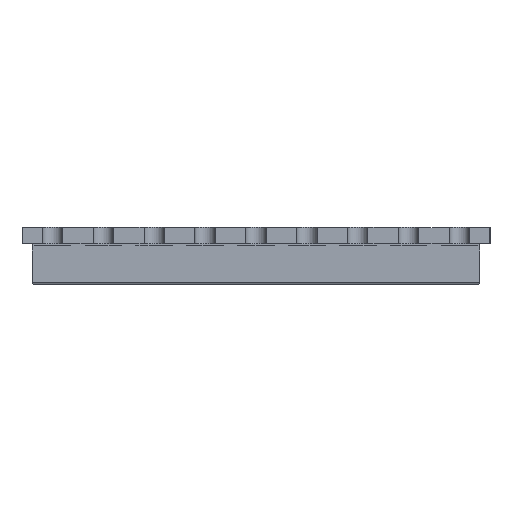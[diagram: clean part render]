
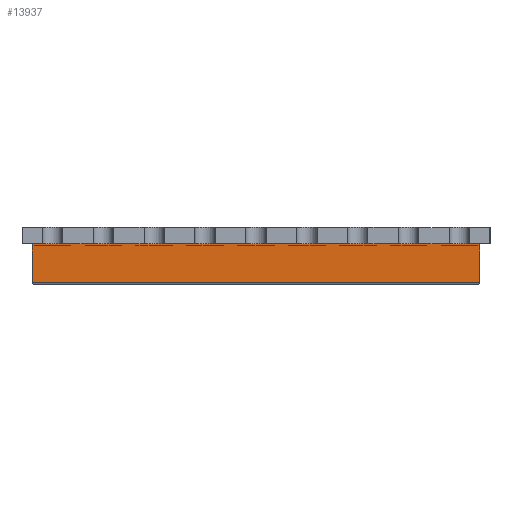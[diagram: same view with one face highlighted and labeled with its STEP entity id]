
A CAD part, left-side view. The second image highlights one B-rep face of the part: STEP entity #13937.
In plain terms, the highlighted planar face has unit normal (-1, 0, 0).
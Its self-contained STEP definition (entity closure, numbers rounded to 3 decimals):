
#13821 = EDGE_CURVE('',#13822,#13824,#13826,.T.);
#13822 = VERTEX_POINT('',#13823);
#13823 = CARTESIAN_POINT('',(-12.75,-11.,0.));
#13824 = VERTEX_POINT('',#13825);
#13825 = CARTESIAN_POINT('',(-12.75,-11.,-1.9));
#13826 = SURFACE_CURVE('',#13827,(#13831,#13843),.PCURVE_S1.);
#13827 = LINE('',#13828,#13829);
#13828 = CARTESIAN_POINT('',(-12.75,-11.,0.));
#13829 = VECTOR('',#13830,1.);
#13830 = DIRECTION('',(0.,0.,-1.));
#13831 = PCURVE('',#13832,#13837);
#13832 = PLANE('',#13833);
#13833 = AXIS2_PLACEMENT_3D('',#13834,#13835,#13836);
#13834 = CARTESIAN_POINT('',(-12.75,-11.,0.));
#13835 = DIRECTION('',(0.,-1.,0.));
#13836 = DIRECTION('',(1.,0.,0.));
#13837 = DEFINITIONAL_REPRESENTATION('',(#13838),#13842);
#13838 = LINE('',#13839,#13840);
#13839 = CARTESIAN_POINT('',(0.,0.));
#13840 = VECTOR('',#13841,1.);
#13841 = DIRECTION('',(0.,-1.));
#13842 = ( GEOMETRIC_REPRESENTATION_CONTEXT(2) 
PARAMETRIC_REPRESENTATION_CONTEXT() REPRESENTATION_CONTEXT('2D SPACE',''
  ) );
#13843 = PCURVE('',#13844,#13849);
#13844 = PLANE('',#13845);
#13845 = AXIS2_PLACEMENT_3D('',#13846,#13847,#13848);
#13846 = CARTESIAN_POINT('',(-12.75,11.,0.));
#13847 = DIRECTION('',(-1.,-0.,-0.));
#13848 = DIRECTION('',(0.,-1.,0.));
#13849 = DEFINITIONAL_REPRESENTATION('',(#13850),#13854);
#13850 = LINE('',#13851,#13852);
#13851 = CARTESIAN_POINT('',(22.,0.));
#13852 = VECTOR('',#13853,1.);
#13853 = DIRECTION('',(0.,-1.));
#13854 = ( GEOMETRIC_REPRESENTATION_CONTEXT(2) 
PARAMETRIC_REPRESENTATION_CONTEXT() REPRESENTATION_CONTEXT('2D SPACE',''
  ) );
#13926 = PLANE('',#13927);
#13927 = AXIS2_PLACEMENT_3D('',#13928,#13929,#13930);
#13928 = CARTESIAN_POINT('',(0.,0.,0.));
#13929 = DIRECTION('',(0.,0.,1.));
#13930 = DIRECTION('',(1.,0.,0.));
#13937 = ADVANCED_FACE('',(#13938),#13844,.T.);
#13938 = FACE_BOUND('',#13939,.T.);
#13939 = EDGE_LOOP('',(#13940,#13970,#13996,#13997));
#13940 = ORIENTED_EDGE('',*,*,#13941,.T.);
#13941 = EDGE_CURVE('',#13942,#13944,#13946,.T.);
#13942 = VERTEX_POINT('',#13943);
#13943 = CARTESIAN_POINT('',(-12.75,11.,0.));
#13944 = VERTEX_POINT('',#13945);
#13945 = CARTESIAN_POINT('',(-12.75,11.,-1.9));
#13946 = SURFACE_CURVE('',#13947,(#13951,#13958),.PCURVE_S1.);
#13947 = LINE('',#13948,#13949);
#13948 = CARTESIAN_POINT('',(-12.75,11.,0.));
#13949 = VECTOR('',#13950,1.);
#13950 = DIRECTION('',(0.,0.,-1.));
#13951 = PCURVE('',#13844,#13952);
#13952 = DEFINITIONAL_REPRESENTATION('',(#13953),#13957);
#13953 = LINE('',#13954,#13955);
#13954 = CARTESIAN_POINT('',(0.,0.));
#13955 = VECTOR('',#13956,1.);
#13956 = DIRECTION('',(0.,-1.));
#13957 = ( GEOMETRIC_REPRESENTATION_CONTEXT(2) 
PARAMETRIC_REPRESENTATION_CONTEXT() REPRESENTATION_CONTEXT('2D SPACE',''
  ) );
#13958 = PCURVE('',#13959,#13964);
#13959 = PLANE('',#13960);
#13960 = AXIS2_PLACEMENT_3D('',#13961,#13962,#13963);
#13961 = CARTESIAN_POINT('',(12.75,11.,0.));
#13962 = DIRECTION('',(0.,1.,0.));
#13963 = DIRECTION('',(-1.,0.,0.));
#13964 = DEFINITIONAL_REPRESENTATION('',(#13965),#13969);
#13965 = LINE('',#13966,#13967);
#13966 = CARTESIAN_POINT('',(25.5,0.));
#13967 = VECTOR('',#13968,1.);
#13968 = DIRECTION('',(0.,-1.));
#13969 = ( GEOMETRIC_REPRESENTATION_CONTEXT(2) 
PARAMETRIC_REPRESENTATION_CONTEXT() REPRESENTATION_CONTEXT('2D SPACE',''
  ) );
#13970 = ORIENTED_EDGE('',*,*,#13971,.T.);
#13971 = EDGE_CURVE('',#13944,#13824,#13972,.T.);
#13972 = SURFACE_CURVE('',#13973,(#13977,#13984),.PCURVE_S1.);
#13973 = LINE('',#13974,#13975);
#13974 = CARTESIAN_POINT('',(-12.75,11.,-1.9));
#13975 = VECTOR('',#13976,1.);
#13976 = DIRECTION('',(0.,-1.,0.));
#13977 = PCURVE('',#13844,#13978);
#13978 = DEFINITIONAL_REPRESENTATION('',(#13979),#13983);
#13979 = LINE('',#13980,#13981);
#13980 = CARTESIAN_POINT('',(0.,-1.9));
#13981 = VECTOR('',#13982,1.);
#13982 = DIRECTION('',(1.,0.));
#13983 = ( GEOMETRIC_REPRESENTATION_CONTEXT(2) 
PARAMETRIC_REPRESENTATION_CONTEXT() REPRESENTATION_CONTEXT('2D SPACE',''
  ) );
#13984 = PCURVE('',#13985,#13990);
#13985 = CYLINDRICAL_SURFACE('',#13986,0.1);
#13986 = AXIS2_PLACEMENT_3D('',#13987,#13988,#13989);
#13987 = CARTESIAN_POINT('',(-12.65,11.,-1.9));
#13988 = DIRECTION('',(0.,-1.,0.));
#13989 = DIRECTION('',(-1.,0.,0.));
#13990 = DEFINITIONAL_REPRESENTATION('',(#13991),#13995);
#13991 = LINE('',#13992,#13993);
#13992 = CARTESIAN_POINT('',(0.,0.));
#13993 = VECTOR('',#13994,1.);
#13994 = DIRECTION('',(0.,1.));
#13995 = ( GEOMETRIC_REPRESENTATION_CONTEXT(2) 
PARAMETRIC_REPRESENTATION_CONTEXT() REPRESENTATION_CONTEXT('2D SPACE',''
  ) );
#13996 = ORIENTED_EDGE('',*,*,#13821,.F.);
#13997 = ORIENTED_EDGE('',*,*,#13998,.F.);
#13998 = EDGE_CURVE('',#13942,#13822,#13999,.T.);
#13999 = SURFACE_CURVE('',#14000,(#14004,#14011),.PCURVE_S1.);
#14000 = LINE('',#14001,#14002);
#14001 = CARTESIAN_POINT('',(-12.75,11.,0.));
#14002 = VECTOR('',#14003,1.);
#14003 = DIRECTION('',(0.,-1.,0.));
#14004 = PCURVE('',#13844,#14005);
#14005 = DEFINITIONAL_REPRESENTATION('',(#14006),#14010);
#14006 = LINE('',#14007,#14008);
#14007 = CARTESIAN_POINT('',(0.,0.));
#14008 = VECTOR('',#14009,1.);
#14009 = DIRECTION('',(1.,0.));
#14010 = ( GEOMETRIC_REPRESENTATION_CONTEXT(2) 
PARAMETRIC_REPRESENTATION_CONTEXT() REPRESENTATION_CONTEXT('2D SPACE',''
  ) );
#14011 = PCURVE('',#13926,#14012);
#14012 = DEFINITIONAL_REPRESENTATION('',(#14013),#14017);
#14013 = LINE('',#14014,#14015);
#14014 = CARTESIAN_POINT('',(-12.75,11.));
#14015 = VECTOR('',#14016,1.);
#14016 = DIRECTION('',(0.,-1.));
#14017 = ( GEOMETRIC_REPRESENTATION_CONTEXT(2) 
PARAMETRIC_REPRESENTATION_CONTEXT() REPRESENTATION_CONTEXT('2D SPACE',''
  ) );
